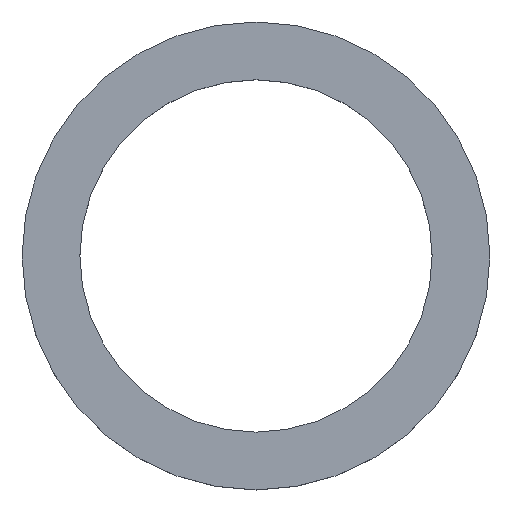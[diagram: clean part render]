
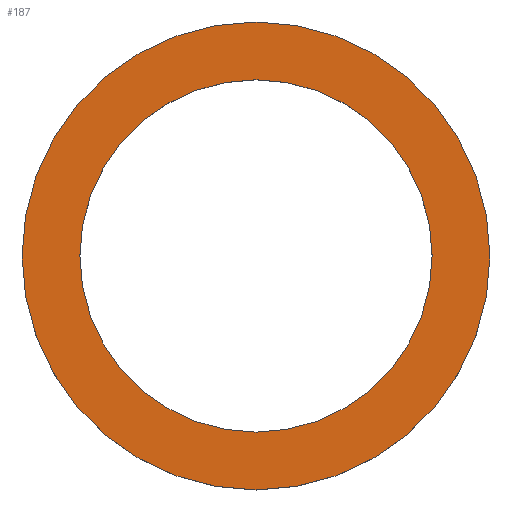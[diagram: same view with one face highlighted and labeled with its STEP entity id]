
A CAD part, top view. The second image highlights one B-rep face of the part: STEP entity #187.
In plain terms, the highlighted face is planar.
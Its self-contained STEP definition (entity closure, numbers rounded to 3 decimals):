
#2 = CARTESIAN_POINT ( 'NONE',  ( 0., 100., 0. ) ) ;
#11 = AXIS2_PLACEMENT_3D ( 'NONE', #2, #30, #266 ) ;
#16 = CARTESIAN_POINT ( 'NONE',  ( 0., 100., 0. ) ) ;
#30 = DIRECTION ( 'NONE',  ( 0., 1., 0. ) ) ;
#40 = FACE_OUTER_BOUND ( 'NONE', #304, .T. ) ;
#41 = CIRCLE ( 'NONE', #11, 425. ) ;
#66 = VERTEX_POINT ( 'NONE', #205 ) ;
#85 = CIRCLE ( 'NONE', #303, 320. ) ;
#89 = DIRECTION ( 'NONE',  ( 0., 0., 1. ) ) ;
#92 = CARTESIAN_POINT ( 'NONE',  ( 0., 100., 0. ) ) ;
#94 = FACE_BOUND ( 'NONE', #244, .T. ) ;
#98 = CARTESIAN_POINT ( 'NONE',  ( 0., 100., -425. ) ) ;
#115 = ORIENTED_EDGE ( 'NONE', *, *, #279, .T. ) ;
#117 = DIRECTION ( 'NONE',  ( 0., 0., 1. ) ) ;
#123 = DIRECTION ( 'NONE',  ( 0., 1., 0. ) ) ;
#144 = CARTESIAN_POINT ( 'NONE',  ( 0., 100., 0. ) ) ;
#153 = VERTEX_POINT ( 'NONE', #278 ) ;
#155 = DIRECTION ( 'NONE',  ( 0., 0., 1. ) ) ;
#157 = VERTEX_POINT ( 'NONE', #186 ) ;
#173 = CARTESIAN_POINT ( 'NONE',  ( 0., 100., 0. ) ) ;
#176 = DIRECTION ( 'NONE',  ( 0., 1., 0. ) ) ;
#183 = CIRCLE ( 'NONE', #247, 320. ) ;
#184 = ORIENTED_EDGE ( 'NONE', *, *, #213, .F. ) ;
#186 = CARTESIAN_POINT ( 'NONE',  ( 0., 100., 320. ) ) ;
#187 = ADVANCED_FACE ( 'NONE', ( #40, #94 ), #216, .T. ) ;
#205 = CARTESIAN_POINT ( 'NONE',  ( 0., 100., 425. ) ) ;
#208 = ORIENTED_EDGE ( 'NONE', *, *, #350, .T. ) ;
#209 = VERTEX_POINT ( 'NONE', #98 ) ;
#210 = DIRECTION ( 'NONE',  ( 0., 1., 0. ) ) ;
#213 = EDGE_CURVE ( 'NONE', #153, #157, #183, .T. ) ;
#216 = PLANE ( 'NONE',  #332 ) ;
#227 = ORIENTED_EDGE ( 'NONE', *, *, #257, .F. ) ;
#244 = EDGE_LOOP ( 'NONE', ( #184, #227 ) ) ;
#247 = AXIS2_PLACEMENT_3D ( 'NONE', #92, #176, #117 ) ;
#257 = EDGE_CURVE ( 'NONE', #157, #153, #85, .T. ) ;
#266 = DIRECTION ( 'NONE',  ( 0., 0., 1. ) ) ;
#268 = AXIS2_PLACEMENT_3D ( 'NONE', #144, #210, #89 ) ;
#278 = CARTESIAN_POINT ( 'NONE',  ( 0., 100., -320. ) ) ;
#279 = EDGE_CURVE ( 'NONE', #66, #209, #351, .T. ) ;
#297 = DIRECTION ( 'NONE',  ( 0., 1., 0. ) ) ;
#300 = DIRECTION ( 'NONE',  ( 0., 0., 1. ) ) ;
#303 = AXIS2_PLACEMENT_3D ( 'NONE', #173, #297, #300 ) ;
#304 = EDGE_LOOP ( 'NONE', ( #208, #115 ) ) ;
#332 = AXIS2_PLACEMENT_3D ( 'NONE', #16, #123, #155 ) ;
#350 = EDGE_CURVE ( 'NONE', #209, #66, #41, .T. ) ;
#351 = CIRCLE ( 'NONE', #268, 425. ) ;
